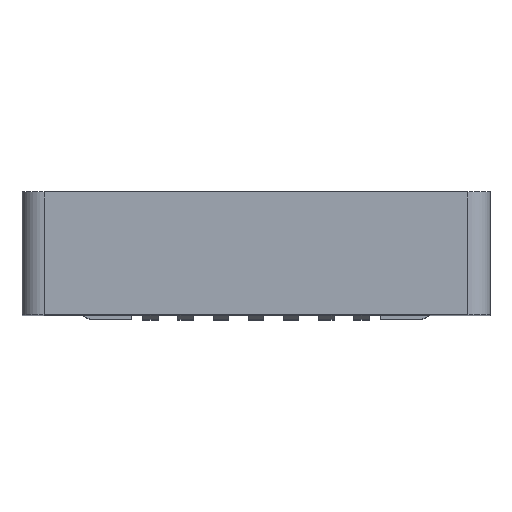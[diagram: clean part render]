
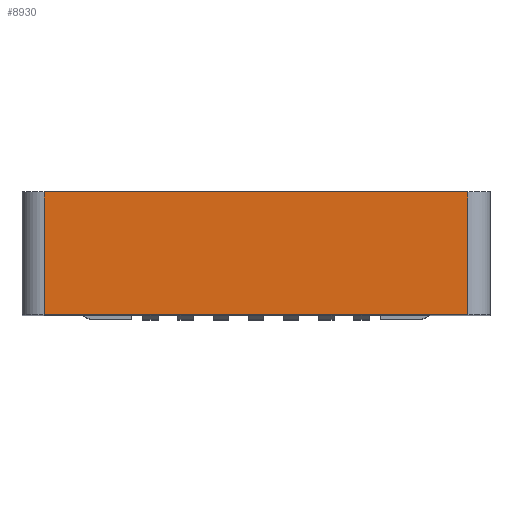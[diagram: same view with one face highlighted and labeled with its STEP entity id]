
A CAD part, top view. The second image highlights one B-rep face of the part: STEP entity #8930.
In plain terms, the highlighted planar face has unit normal (0, 0, 1).
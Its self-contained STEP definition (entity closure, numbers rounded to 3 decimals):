
#89=DIRECTION('',(1.,0.,0.));
#90=VECTOR('',#89,15.3);
#91=CARTESIAN_POINT('',(-7.65,0.,8.45));
#92=LINE('',#91,#90);
#695=DIRECTION('',(0.,1.,0.));
#696=VECTOR('',#695,4.44);
#697=CARTESIAN_POINT('',(7.65,0.,8.45));
#698=LINE('',#697,#696);
#699=DIRECTION('',(0.,1.,0.));
#700=VECTOR('',#699,4.44);
#701=CARTESIAN_POINT('',(-7.65,0.,8.45));
#702=LINE('',#701,#700);
#733=DIRECTION('',(1.,0.,0.));
#734=VECTOR('',#733,15.3);
#735=CARTESIAN_POINT('',(-7.65,4.44,8.45));
#736=LINE('',#735,#734);
#6430=CARTESIAN_POINT('',(-7.65,0.,8.45));
#6431=CARTESIAN_POINT('',(7.65,0.,8.45));
#6432=VERTEX_POINT('',#6430);
#6433=VERTEX_POINT('',#6431);
#6446=CARTESIAN_POINT('',(-7.65,4.44,8.45));
#6447=CARTESIAN_POINT('',(7.65,4.44,8.45));
#6448=VERTEX_POINT('',#6446);
#6449=VERTEX_POINT('',#6447);
#8917=CARTESIAN_POINT('',(-7.65,0.,8.45));
#8918=DIRECTION('',(0.,0.,1.));
#8919=DIRECTION('',(1.,0.,0.));
#8920=AXIS2_PLACEMENT_3D('',#8917,#8918,#8919);
#8921=PLANE('',#8920);
#8922=ORIENTED_EDGE('',*,*,#8499,.F.);
#8924=ORIENTED_EDGE('',*,*,#8923,.T.);
#8926=ORIENTED_EDGE('',*,*,#8925,.T.);
#8927=ORIENTED_EDGE('',*,*,#8909,.F.);
#8928=EDGE_LOOP('',(#8922,#8924,#8926,#8927));
#8929=FACE_OUTER_BOUND('',#8928,.F.);
#8930=ADVANCED_FACE('',(#8929),#8921,.T.);
#8499=EDGE_CURVE('',#6432,#6433,#92,.T.);
#8909=EDGE_CURVE('',#6433,#6449,#698,.T.);
#8923=EDGE_CURVE('',#6432,#6448,#702,.T.);
#8925=EDGE_CURVE('',#6448,#6449,#736,.T.);
